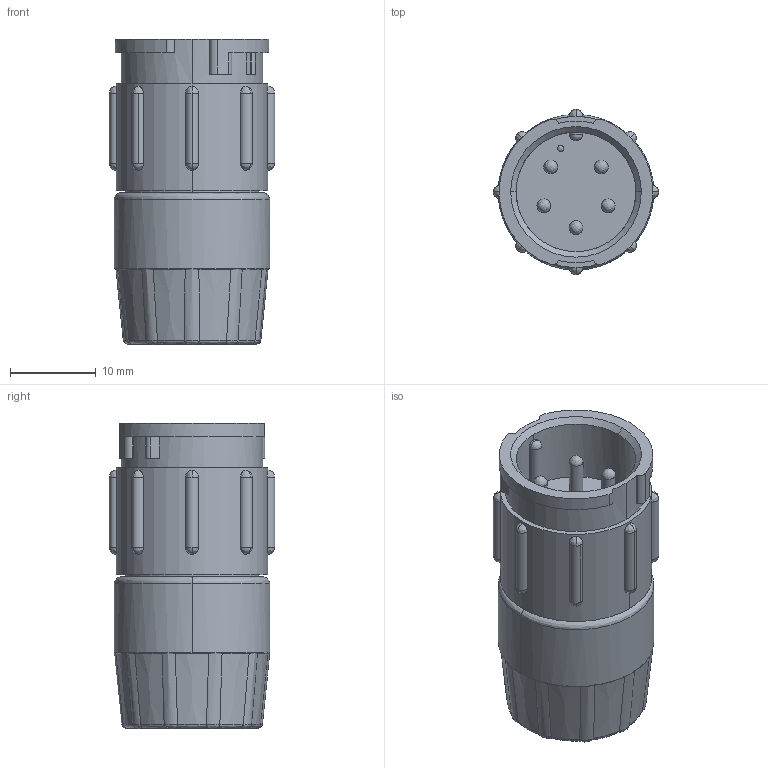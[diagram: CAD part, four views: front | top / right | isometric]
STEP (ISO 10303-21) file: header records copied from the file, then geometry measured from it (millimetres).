
FILE_DESCRIPTION (( 'STEP AP203' ), '1' );
FILE_NAME ('5380-5PG-3XX.STEP', '2018-08-10T16:54:47', ( '' ), ( '' ), 'SwSTEP 2.0', 'SolidWorks 2017', '' );
FILE_SCHEMA (( 'CONFIG_CONTROL_DESIGN' ));
Length unit declared in the file: inch
Products named in the file (1): 5380-5PG-3XX
Bounding box: 19.3 x 19.3 x 35.63 mm (x, y, z)
Volume: 7058.4 mm3; surface area: 3329.8 mm2
Topology: 1 solids, 1 shells, 194 faces, 548 edges, 330 vertices
Faces by surface type: bspline 93, cylinder 50, plane 38, cone 13
Entity records: 7585 total; most frequent: CARTESIAN_POINT 3278, ORIENTED_EDGE 1008, DIRECTION 767, EDGE_CURVE 504, AXIS2_PLACEMENT_3D 331, VERTEX_POINT 330, CIRCLE 229, EDGE_LOOP 212
